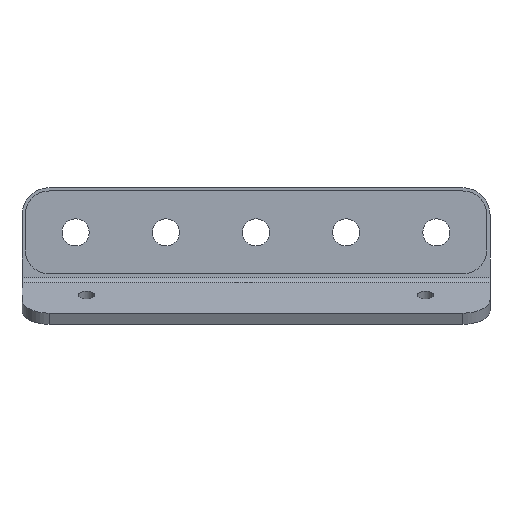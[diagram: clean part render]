
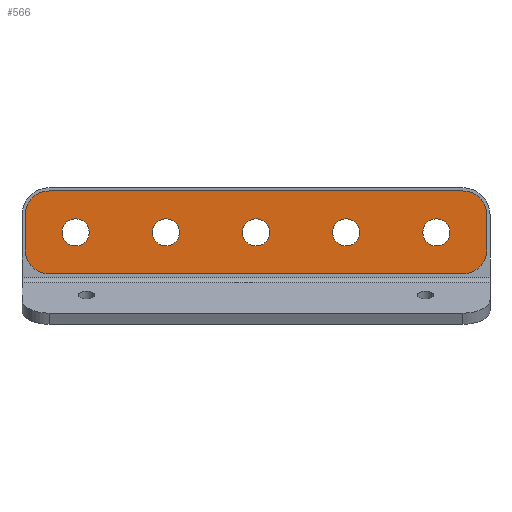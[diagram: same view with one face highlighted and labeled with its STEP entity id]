
A CAD part, front view. The second image highlights one B-rep face of the part: STEP entity #566.
In plain terms, the highlighted planar face has unit normal (0, -1, 0).
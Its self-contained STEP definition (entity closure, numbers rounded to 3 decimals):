
#15=FACE_BOUND('',#80,.T.);
#16=FACE_BOUND('',#81,.T.);
#17=FACE_BOUND('',#82,.T.);
#18=FACE_BOUND('',#83,.T.);
#19=FACE_BOUND('',#84,.T.);
#32=PLANE('',#618);
#49=FACE_OUTER_BOUND('',#79,.T.);
#79=EDGE_LOOP('',(#405,#406,#407,#408,#409,#410,#411,#412));
#80=EDGE_LOOP('',(#413));
#81=EDGE_LOOP('',(#414));
#82=EDGE_LOOP('',(#415));
#83=EDGE_LOOP('',(#416));
#84=EDGE_LOOP('',(#417));
#120=LINE('',#857,#167);
#124=LINE('',#869,#171);
#129=LINE('',#887,#176);
#130=LINE('',#891,#177);
#167=VECTOR('',#680,10.);
#171=VECTOR('',#692,10.);
#176=VECTOR('',#711,10.);
#177=VECTOR('',#714,10.);
#212=CIRCLE('',#605,7.4);
#214=CIRCLE('',#609,7.4);
#220=CIRCLE('',#619,7.4);
#221=CIRCLE('',#620,7.4);
#222=CIRCLE('',#621,4.2);
#223=CIRCLE('',#622,4.2);
#224=CIRCLE('',#623,4.2);
#225=CIRCLE('',#624,4.2);
#226=CIRCLE('',#625,4.2);
#246=VERTEX_POINT('',#847);
#247=VERTEX_POINT('',#848);
#250=VERTEX_POINT('',#856);
#252=VERTEX_POINT('',#862);
#254=VERTEX_POINT('',#868);
#260=VERTEX_POINT('',#886);
#261=VERTEX_POINT('',#888);
#262=VERTEX_POINT('',#890);
#263=VERTEX_POINT('',#893);
#264=VERTEX_POINT('',#895);
#265=VERTEX_POINT('',#897);
#266=VERTEX_POINT('',#899);
#267=VERTEX_POINT('',#901);
#300=EDGE_CURVE('',#246,#247,#212,.T.);
#304=EDGE_CURVE('',#246,#250,#120,.T.);
#307=EDGE_CURVE('',#252,#250,#214,.T.);
#310=EDGE_CURVE('',#252,#254,#124,.T.);
#319=EDGE_CURVE('',#260,#247,#129,.T.);
#320=EDGE_CURVE('',#261,#260,#220,.T.);
#321=EDGE_CURVE('',#262,#261,#130,.T.);
#322=EDGE_CURVE('',#254,#262,#221,.T.);
#323=EDGE_CURVE('',#263,#263,#222,.T.);
#324=EDGE_CURVE('',#264,#264,#223,.T.);
#325=EDGE_CURVE('',#265,#265,#224,.T.);
#326=EDGE_CURVE('',#266,#266,#225,.T.);
#327=EDGE_CURVE('',#267,#267,#226,.T.);
#405=ORIENTED_EDGE('',*,*,#300,.T.);
#406=ORIENTED_EDGE('',*,*,#319,.F.);
#407=ORIENTED_EDGE('',*,*,#320,.F.);
#408=ORIENTED_EDGE('',*,*,#321,.F.);
#409=ORIENTED_EDGE('',*,*,#322,.F.);
#410=ORIENTED_EDGE('',*,*,#310,.F.);
#411=ORIENTED_EDGE('',*,*,#307,.T.);
#412=ORIENTED_EDGE('',*,*,#304,.F.);
#413=ORIENTED_EDGE('',*,*,#323,.F.);
#414=ORIENTED_EDGE('',*,*,#324,.F.);
#415=ORIENTED_EDGE('',*,*,#325,.F.);
#416=ORIENTED_EDGE('',*,*,#326,.F.);
#417=ORIENTED_EDGE('',*,*,#327,.F.);
#566=ADVANCED_FACE('',(#49,#15,#16,#17,#18,#19),#32,.F.);
#605=AXIS2_PLACEMENT_3D('',#849,#672,#673);
#609=AXIS2_PLACEMENT_3D('',#863,#685,#686);
#618=AXIS2_PLACEMENT_3D('',#885,#709,#710);
#619=AXIS2_PLACEMENT_3D('',#889,#712,#713);
#620=AXIS2_PLACEMENT_3D('',#892,#715,#716);
#621=AXIS2_PLACEMENT_3D('',#894,#717,#718);
#622=AXIS2_PLACEMENT_3D('',#896,#719,#720);
#623=AXIS2_PLACEMENT_3D('',#898,#721,#722);
#624=AXIS2_PLACEMENT_3D('',#900,#723,#724);
#625=AXIS2_PLACEMENT_3D('',#902,#725,#726);
#672=DIRECTION('center_axis',(0.,-1.,0.));
#673=DIRECTION('ref_axis',(0.707,0.,-0.707));
#680=DIRECTION('',(-1.,0.,0.));
#685=DIRECTION('center_axis',(0.,-1.,0.));
#686=DIRECTION('ref_axis',(-0.707,0.,-0.707));
#692=DIRECTION('',(0.,0.,1.));
#709=DIRECTION('center_axis',(0.,1.,0.));
#710=DIRECTION('ref_axis',(1.,0.,0.));
#711=DIRECTION('',(0.,0.,-1.));
#712=DIRECTION('center_axis',(0.,1.,0.));
#713=DIRECTION('ref_axis',(1.,0.,0.));
#714=DIRECTION('',(1.,0.,0.));
#715=DIRECTION('center_axis',(0.,1.,0.));
#716=DIRECTION('ref_axis',(0.,0.,1.));
#717=DIRECTION('center_axis',(0.,-1.,0.));
#718=DIRECTION('ref_axis',(1.,0.,0.));
#719=DIRECTION('center_axis',(0.,-1.,0.));
#720=DIRECTION('ref_axis',(1.,0.,0.));
#721=DIRECTION('center_axis',(0.,-1.,0.));
#722=DIRECTION('ref_axis',(1.,0.,0.));
#723=DIRECTION('center_axis',(0.,-1.,0.));
#724=DIRECTION('ref_axis',(1.,0.,0.));
#725=DIRECTION('center_axis',(0.,-1.,0.));
#726=DIRECTION('ref_axis',(1.,0.,0.));
#847=CARTESIAN_POINT('',(107.779,2.,-9.638));
#848=CARTESIAN_POINT('',(115.179,2.,-2.238));
#849=CARTESIAN_POINT('Origin',(107.779,2.,-2.238));
#856=CARTESIAN_POINT('',(-20.421,2.,-9.638));
#857=CARTESIAN_POINT('',(79.429,2.,-9.638));
#862=CARTESIAN_POINT('',(-27.821,2.,-2.238));
#863=CARTESIAN_POINT('Origin',(-20.421,2.,-2.238));
#868=CARTESIAN_POINT('',(-27.821,2.,8.653));
#869=CARTESIAN_POINT('',(-27.821,2.,-3.793));
#885=CARTESIAN_POINT('Origin',(43.679,2.,2.053));
#886=CARTESIAN_POINT('',(115.179,2.,8.653));
#887=CARTESIAN_POINT('',(115.179,2.,5.353));
#888=CARTESIAN_POINT('',(107.779,2.,16.053));
#889=CARTESIAN_POINT('Origin',(107.779,2.,8.653));
#890=CARTESIAN_POINT('',(-20.421,2.,16.053));
#891=CARTESIAN_POINT('',(11.629,2.,16.053));
#892=CARTESIAN_POINT('Origin',(-20.421,2.,8.653));
#893=CARTESIAN_POINT('',(39.479,2.,3.213));
#894=CARTESIAN_POINT('Origin',(43.679,2.,3.213));
#895=CARTESIAN_POINT('',(-16.401,2.,3.213));
#896=CARTESIAN_POINT('Origin',(-12.201,2.,3.213));
#897=CARTESIAN_POINT('',(11.539,2.,3.213));
#898=CARTESIAN_POINT('Origin',(15.739,2.,3.213));
#899=CARTESIAN_POINT('',(95.359,2.,3.213));
#900=CARTESIAN_POINT('Origin',(99.559,2.,3.213));
#901=CARTESIAN_POINT('',(67.419,2.,3.213));
#902=CARTESIAN_POINT('Origin',(71.619,2.,3.213));
